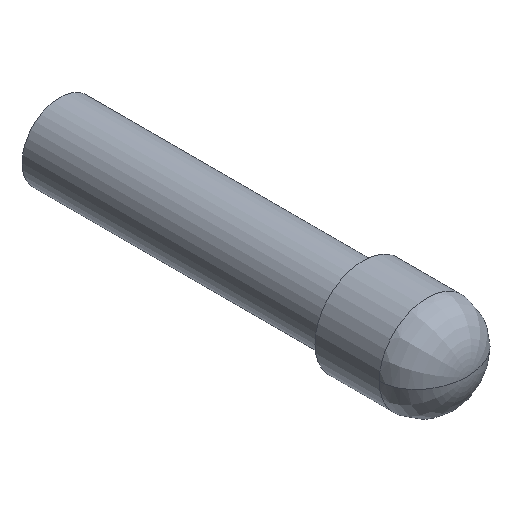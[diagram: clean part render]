
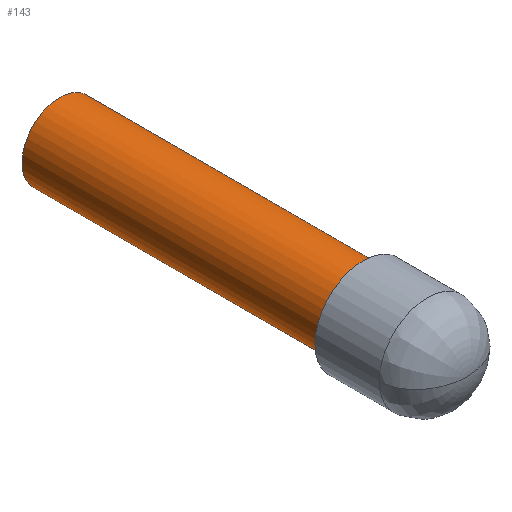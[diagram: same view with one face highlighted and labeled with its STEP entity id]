
A CAD part, isometric view. The second image highlights one B-rep face of the part: STEP entity #143.
In plain terms, the highlighted cylindrical face has radius 10.668 mm (diameter 21.336 mm), a full revolution.
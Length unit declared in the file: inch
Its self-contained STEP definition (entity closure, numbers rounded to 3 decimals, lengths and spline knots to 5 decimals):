
#36=CYLINDRICAL_SURFACE('',#185,0.42);
#40=FACE_BOUND('',#60,.T.);
#47=FACE_OUTER_BOUND('',#59,.T.);
#59=EDGE_LOOP('',(#113));
#60=EDGE_LOOP('',(#114));
#75=CIRCLE('',#183,0.42);
#77=CIRCLE('',#186,0.42);
#85=VERTEX_POINT('',#249);
#87=VERTEX_POINT('',#254);
#97=EDGE_CURVE('',#85,#85,#75,.T.);
#99=EDGE_CURVE('',#87,#87,#77,.T.);
#113=ORIENTED_EDGE('',*,*,#97,.T.);
#114=ORIENTED_EDGE('',*,*,#99,.T.);
#143=ADVANCED_FACE('',(#47,#40),#36,.T.);
#183=AXIS2_PLACEMENT_3D('',#250,#208,#209);
#185=AXIS2_PLACEMENT_3D('',#253,#212,#213);
#186=AXIS2_PLACEMENT_3D('',#255,#214,#215);
#208=DIRECTION('center_axis',(0.,1.,0.));
#209=DIRECTION('ref_axis',(1.,0.,0.));
#212=DIRECTION('center_axis',(0.,1.,0.));
#213=DIRECTION('ref_axis',(1.,0.,0.));
#214=DIRECTION('center_axis',(0.,-1.,0.));
#215=DIRECTION('ref_axis',(-1.,0.,0.));
#249=CARTESIAN_POINT('',(0.42,0.,0.));
#250=CARTESIAN_POINT('Origin',(0.,0.,0.));
#253=CARTESIAN_POINT('Origin',(0.,0.,0.));
#254=CARTESIAN_POINT('',(0.42,4.,0.));
#255=CARTESIAN_POINT('Origin',(0.,4.,0.));
